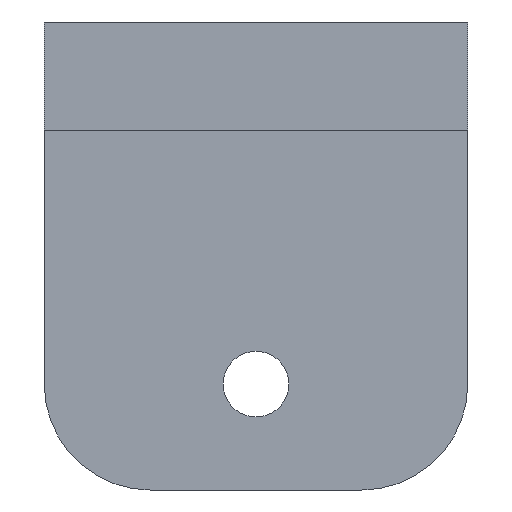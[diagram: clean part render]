
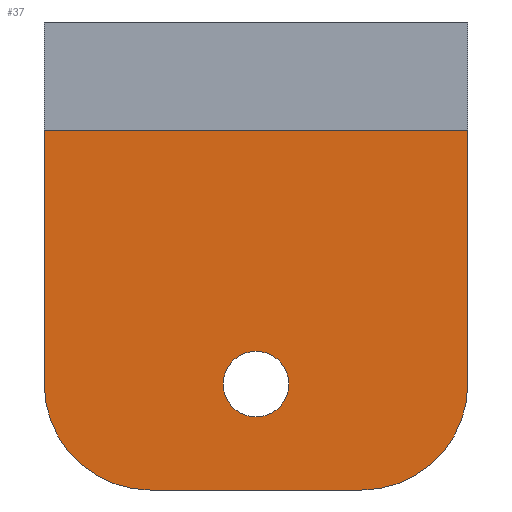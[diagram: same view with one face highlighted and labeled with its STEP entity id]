
A CAD part, front view. The second image highlights one B-rep face of the part: STEP entity #37.
In plain terms, the highlighted planar face has unit normal (0, -1, 0).
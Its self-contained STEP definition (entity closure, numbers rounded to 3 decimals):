
#7 = AXIS2_PLACEMENT_3D ( 'NONE', #303, #165, #278 ) ;
#22 = VECTOR ( 'NONE', #101, 1000. ) ;
#24 = EDGE_CURVE ( 'NONE', #183, #185, #163, .T. ) ;
#26 = LINE ( 'NONE', #95, #22 ) ;
#37 = ADVANCED_FACE ( 'NONE', ( #127, #275 ), #46, .F. ) ;
#42 = CIRCLE ( 'NONE', #227, 5. ) ;
#43 = ORIENTED_EDGE ( 'NONE', *, *, #142, .T. ) ;
#46 = PLANE ( 'NONE',  #7 ) ;
#53 = DIRECTION ( 'NONE',  ( 0., 1., 0. ) ) ;
#64 = ORIENTED_EDGE ( 'NONE', *, *, #388, .F. ) ;
#69 = AXIS2_PLACEMENT_3D ( 'NONE', #197, #474, #121 ) ;
#72 = LINE ( 'NONE', #302, #438 ) ;
#73 = ORIENTED_EDGE ( 'NONE', *, *, #195, .T. ) ;
#95 = CARTESIAN_POINT ( 'NONE',  ( 0., -5.1, 0. ) ) ;
#99 = ORIENTED_EDGE ( 'NONE', *, *, #433, .T. ) ;
#101 = DIRECTION ( 'NONE',  ( 0., 0., -1. ) ) ;
#121 = DIRECTION ( 'NONE',  ( 0., 0., 1. ) ) ;
#127 = FACE_BOUND ( 'NONE', #172, .T. ) ;
#130 = AXIS2_PLACEMENT_3D ( 'NONE', #311, #53, #279 ) ;
#135 = VERTEX_POINT ( 'NONE', #209 ) ;
#142 = EDGE_CURVE ( 'NONE', #256, #361, #42, .T. ) ;
#157 = CARTESIAN_POINT ( 'NONE',  ( 5., -5.1, -22.1 ) ) ;
#163 = LINE ( 'NONE', #351, #204 ) ;
#165 = DIRECTION ( 'NONE',  ( 0., 1., 0. ) ) ;
#172 = EDGE_LOOP ( 'NONE', ( #301, #475 ) ) ;
#183 = VERTEX_POINT ( 'NONE', #319 ) ;
#185 = VERTEX_POINT ( 'NONE', #283 ) ;
#187 = CARTESIAN_POINT ( 'NONE',  ( 0., -5.1, -17.1 ) ) ;
#195 = EDGE_CURVE ( 'NONE', #185, #256, #26, .T. ) ;
#196 = LINE ( 'NONE', #416, #470 ) ;
#197 = CARTESIAN_POINT ( 'NONE',  ( 10., -5.1, -17.1 ) ) ;
#204 = VECTOR ( 'NONE', #346, 1000. ) ;
#206 = AXIS2_PLACEMENT_3D ( 'NONE', #347, #294, #231 ) ;
#209 = CARTESIAN_POINT ( 'NONE',  ( 10., -5.1, -18.65 ) ) ;
#213 = ORIENTED_EDGE ( 'NONE', *, *, #24, .T. ) ;
#221 = VERTEX_POINT ( 'NONE', #252 ) ;
#227 = AXIS2_PLACEMENT_3D ( 'NONE', #360, #366, #320 ) ;
#231 = DIRECTION ( 'NONE',  ( 0., 0., 1. ) ) ;
#234 = CARTESIAN_POINT ( 'NONE',  ( 15., -5.1, -22.1 ) ) ;
#252 = CARTESIAN_POINT ( 'NONE',  ( 20., -5.1, -17.1 ) ) ;
#256 = VERTEX_POINT ( 'NONE', #187 ) ;
#275 = FACE_OUTER_BOUND ( 'NONE', #328, .T. ) ;
#277 = CIRCLE ( 'NONE', #69, 1.55 ) ;
#278 = DIRECTION ( 'NONE',  ( 0., 0., 1. ) ) ;
#279 = DIRECTION ( 'NONE',  ( 0., 0., 1. ) ) ;
#283 = CARTESIAN_POINT ( 'NONE',  ( 0., -5.1, -5.1 ) ) ;
#294 = DIRECTION ( 'NONE',  ( 0., -1., 0. ) ) ;
#301 = ORIENTED_EDGE ( 'NONE', *, *, #476, .T. ) ;
#302 = CARTESIAN_POINT ( 'NONE',  ( 20., -5.1, -22.1 ) ) ;
#303 = CARTESIAN_POINT ( 'NONE',  ( 20., -5.1, 0. ) ) ;
#311 = CARTESIAN_POINT ( 'NONE',  ( 10., -5.1, -17.1 ) ) ;
#319 = CARTESIAN_POINT ( 'NONE',  ( 20., -5.1, -5.1 ) ) ;
#320 = DIRECTION ( 'NONE',  ( 0., 0., 1. ) ) ;
#327 = EDGE_CURVE ( 'NONE', #135, #446, #277, .T. ) ;
#328 = EDGE_LOOP ( 'NONE', ( #73, #43, #64, #99, #473, #213 ) ) ;
#334 = CARTESIAN_POINT ( 'NONE',  ( 10., -5.1, -15.55 ) ) ;
#339 = DIRECTION ( 'NONE',  ( 0., 0., -1. ) ) ;
#346 = DIRECTION ( 'NONE',  ( -1., 0., 0. ) ) ;
#347 = CARTESIAN_POINT ( 'NONE',  ( 15., -5.1, -17.1 ) ) ;
#351 = CARTESIAN_POINT ( 'NONE',  ( 20., -5.1, -5.1 ) ) ;
#360 = CARTESIAN_POINT ( 'NONE',  ( 5., -5.1, -17.1 ) ) ;
#361 = VERTEX_POINT ( 'NONE', #157 ) ;
#366 = DIRECTION ( 'NONE',  ( 0., -1., 0. ) ) ;
#388 = EDGE_CURVE ( 'NONE', #408, #361, #72, .T. ) ;
#407 = CIRCLE ( 'NONE', #130, 1.55 ) ;
#408 = VERTEX_POINT ( 'NONE', #234 ) ;
#410 = EDGE_CURVE ( 'NONE', #183, #221, #196, .T. ) ;
#416 = CARTESIAN_POINT ( 'NONE',  ( 20., -5.1, 0. ) ) ;
#433 = EDGE_CURVE ( 'NONE', #408, #221, #463, .T. ) ;
#438 = VECTOR ( 'NONE', #452, 1000. ) ;
#446 = VERTEX_POINT ( 'NONE', #334 ) ;
#452 = DIRECTION ( 'NONE',  ( -1., 0., 0. ) ) ;
#463 = CIRCLE ( 'NONE', #206, 5. ) ;
#470 = VECTOR ( 'NONE', #339, 1000. ) ;
#473 = ORIENTED_EDGE ( 'NONE', *, *, #410, .F. ) ;
#474 = DIRECTION ( 'NONE',  ( 0., 1., 0. ) ) ;
#475 = ORIENTED_EDGE ( 'NONE', *, *, #327, .T. ) ;
#476 = EDGE_CURVE ( 'NONE', #446, #135, #407, .T. ) ;
